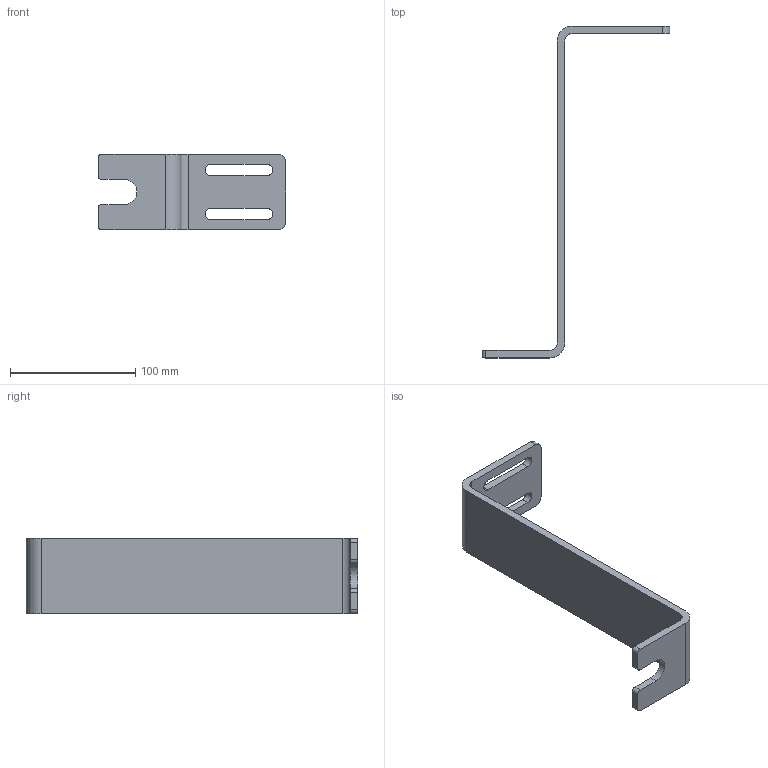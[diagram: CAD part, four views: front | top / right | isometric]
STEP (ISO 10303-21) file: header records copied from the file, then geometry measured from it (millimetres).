
FILE_DESCRIPTION(('STEP AP214'),'1');
FILE_NAME('test.STP','2016-08-03T10:45:26',(' '),(' '),'Spatial InterOp 3D',' ',' ');
FILE_SCHEMA(('automotive_design'));
Length unit declared in the file: millimetre
Products named in the file (1): test
Bounding box: 150 x 265 x 60 mm (x, y, z)
Volume: 135233.8 mm3; surface area: 52291.2 mm2
Topology: 1 solids, 1 shells, 36 faces, 102 edges, 68 vertices
Faces by surface type: cylinder 19, plane 17
Entity records: 1995 total; most frequent: DIRECTION 214, CARTESIAN_POINT 207, ORIENTED_EDGE 204, STYLED_ITEM 135, PRESENTATION_STYLE_ASSIGNMENT 135, COLOUR_RGB 135, EDGE_CURVE 102, CURVE_STYLE 98
